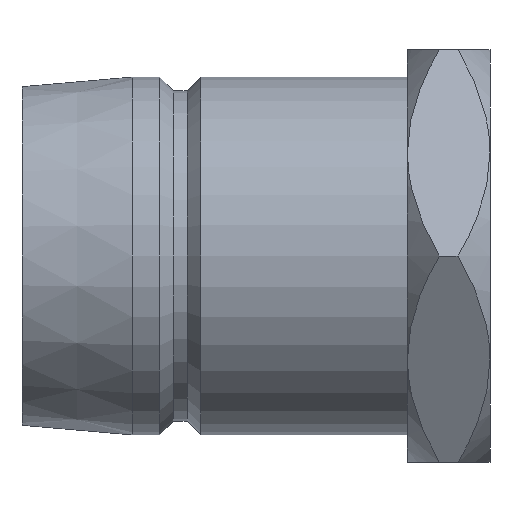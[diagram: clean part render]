
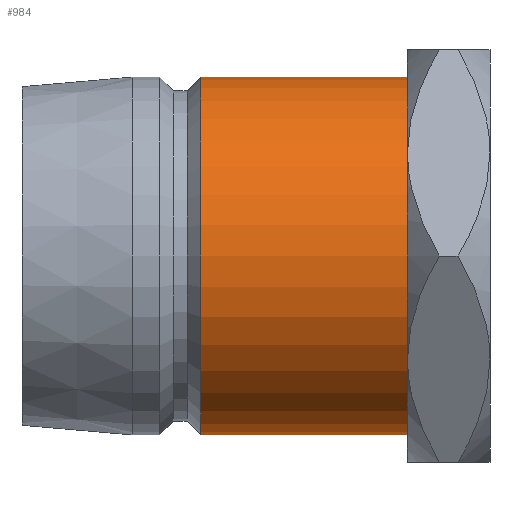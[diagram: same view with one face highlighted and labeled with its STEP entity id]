
A CAD part, front view. The second image highlights one B-rep face of the part: STEP entity #984.
In plain terms, the highlighted cylindrical face has radius 6.5 mm (diameter 13 mm), a partial arc.
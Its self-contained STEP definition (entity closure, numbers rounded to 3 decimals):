
#13 = VERTEX_POINT ( 'NONE', #670 ) ;
#67 = VECTOR ( 'NONE', #334, 1000. ) ;
#80 = EDGE_CURVE ( 'NONE', #433, #636, #586, .T. ) ;
#103 = CIRCLE ( 'NONE', #169, 6.5 ) ;
#105 = CARTESIAN_POINT ( 'NONE',  ( 6.5, 0., 6.5 ) ) ;
#117 = VECTOR ( 'NONE', #1003, 1000. ) ;
#148 = LINE ( 'NONE', #488, #117 ) ;
#164 = CARTESIAN_POINT ( 'NONE',  ( 6.5, 0., -6.5 ) ) ;
#169 = AXIS2_PLACEMENT_3D ( 'NONE', #1044, #1110, #339 ) ;
#233 = CARTESIAN_POINT ( 'NONE',  ( 0., 0., -6.5 ) ) ;
#297 = VERTEX_POINT ( 'NONE', #105 ) ;
#334 = DIRECTION ( 'NONE',  ( -1., 0., 0. ) ) ;
#339 = DIRECTION ( 'NONE',  ( 0., 0., 1. ) ) ;
#370 = CARTESIAN_POINT ( 'NONE',  ( 0., 0., 0. ) ) ;
#372 = ORIENTED_EDGE ( 'NONE', *, *, #799, .T. ) ;
#416 = AXIS2_PLACEMENT_3D ( 'NONE', #421, #497, #764 ) ;
#421 = CARTESIAN_POINT ( 'NONE',  ( 14., 0., 0. ) ) ;
#433 = VERTEX_POINT ( 'NONE', #914 ) ;
#488 = CARTESIAN_POINT ( 'NONE',  ( 0., 0., 6.5 ) ) ;
#497 = DIRECTION ( 'NONE',  ( -1., 0., 0. ) ) ;
#522 = AXIS2_PLACEMENT_3D ( 'NONE', #370, #1034, #871 ) ;
#534 = FACE_OUTER_BOUND ( 'NONE', #656, .T. ) ;
#586 = LINE ( 'NONE', #233, #67 ) ;
#636 = VERTEX_POINT ( 'NONE', #164 ) ;
#648 = ORIENTED_EDGE ( 'NONE', *, *, #850, .T. ) ;
#656 = EDGE_LOOP ( 'NONE', ( #882, #648, #372, #817 ) ) ;
#670 = CARTESIAN_POINT ( 'NONE',  ( 14., 0., 6.5 ) ) ;
#764 = DIRECTION ( 'NONE',  ( 0., 0., 1. ) ) ;
#788 = CIRCLE ( 'NONE', #416, 6.5 ) ;
#799 = EDGE_CURVE ( 'NONE', #13, #297, #148, .T. ) ;
#805 = CYLINDRICAL_SURFACE ( 'NONE', #522, 6.5 ) ;
#817 = ORIENTED_EDGE ( 'NONE', *, *, #1061, .F. ) ;
#850 = EDGE_CURVE ( 'NONE', #433, #13, #788, .T. ) ;
#871 = DIRECTION ( 'NONE',  ( 0., 0., 1. ) ) ;
#882 = ORIENTED_EDGE ( 'NONE', *, *, #80, .F. ) ;
#914 = CARTESIAN_POINT ( 'NONE',  ( 14., 0., -6.5 ) ) ;
#984 = ADVANCED_FACE ( 'NONE', ( #534 ), #805, .T. ) ;
#1003 = DIRECTION ( 'NONE',  ( -1., 0., 0. ) ) ;
#1034 = DIRECTION ( 'NONE',  ( -1., 0., 0. ) ) ;
#1044 = CARTESIAN_POINT ( 'NONE',  ( 6.5, 0., 0. ) ) ;
#1061 = EDGE_CURVE ( 'NONE', #636, #297, #103, .T. ) ;
#1110 = DIRECTION ( 'NONE',  ( -1., 0., 0. ) ) ;
